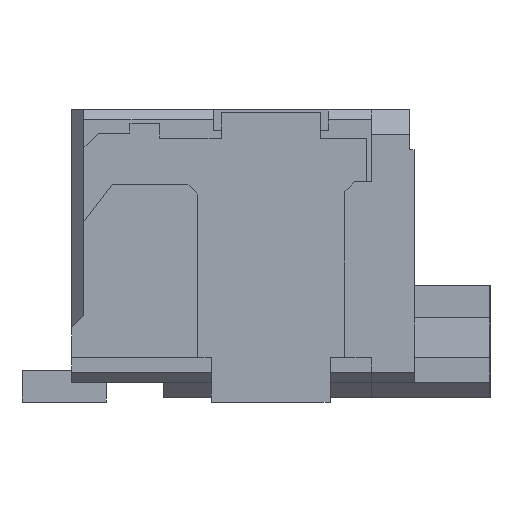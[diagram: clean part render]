
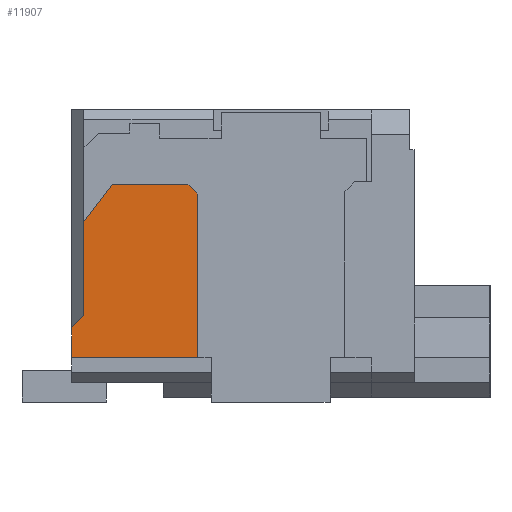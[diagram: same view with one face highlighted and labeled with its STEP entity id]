
A CAD part, left-side view. The second image highlights one B-rep face of the part: STEP entity #11907.
In plain terms, the highlighted planar face has unit normal (-1, 0, 0).
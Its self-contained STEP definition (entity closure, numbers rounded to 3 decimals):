
#32 = PLANE('',#33);
#33 = AXIS2_PLACEMENT_3D('',#34,#35,#36);
#34 = CARTESIAN_POINT('',(3.,3.275,2.75));
#35 = DIRECTION('',(0.,-1.,0.));
#36 = DIRECTION('',(-1.,0.,0.));
#225 = VERTEX_POINT('',#226);
#226 = CARTESIAN_POINT('',(-7.,3.275,1.25));
#240 = PLANE('',#241);
#241 = AXIS2_PLACEMENT_3D('',#242,#243,#244);
#242 = CARTESIAN_POINT('',(-6.215,3.15,1.375));
#243 = DIRECTION('',(0.,0.707,0.707));
#244 = DIRECTION('',(0.,-0.707,0.707)
  );
#252 = EDGE_CURVE('',#225,#253,#255,.T.);
#253 = VERTEX_POINT('',#254);
#254 = CARTESIAN_POINT('',(-7.,3.275,0.65));
#255 = SURFACE_CURVE('',#256,(#260,#267),.PCURVE_S1.);
#256 = LINE('',#257,#258);
#257 = CARTESIAN_POINT('',(-7.,3.275,1.25));
#258 = VECTOR('',#259,1.);
#259 = DIRECTION('',(0.,0.,-1.));
#260 = PCURVE('',#32,#261);
#261 = DEFINITIONAL_REPRESENTATION('',(#262),#266);
#262 = LINE('',#263,#264);
#263 = CARTESIAN_POINT('',(10.,1.5));
#264 = VECTOR('',#265,1.);
#265 = DIRECTION('',(0.,1.));
#266 = ( GEOMETRIC_REPRESENTATION_CONTEXT(2) 
PARAMETRIC_REPRESENTATION_CONTEXT() REPRESENTATION_CONTEXT('2D SPACE',''
  ) );
#267 = PCURVE('',#268,#273);
#268 = PLANE('',#269);
#269 = AXIS2_PLACEMENT_3D('',#270,#271,#272);
#270 = CARTESIAN_POINT('',(-7.,3.275,5.65));
#271 = DIRECTION('',(-1.,0.,0.));
#272 = DIRECTION('',(0.,0.,-1.));
#273 = DEFINITIONAL_REPRESENTATION('',(#274),#278);
#274 = LINE('',#275,#276);
#275 = CARTESIAN_POINT('',(4.4,0.));
#276 = VECTOR('',#277,1.);
#277 = DIRECTION('',(1.,0.));
#278 = ( GEOMETRIC_REPRESENTATION_CONTEXT(2) 
PARAMETRIC_REPRESENTATION_CONTEXT() REPRESENTATION_CONTEXT('2D SPACE',''
  ) );
#296 = PLANE('',#297);
#297 = AXIS2_PLACEMENT_3D('',#298,#299,#300);
#298 = CARTESIAN_POINT('',(-7.,3.275,0.65));
#299 = DIRECTION('',(0.,0.,-1.));
#300 = DIRECTION('',(0.,-1.,0.));
#2018 = PLANE('',#2019);
#2019 = AXIS2_PLACEMENT_3D('',#2020,#2021,#2022);
#2020 = CARTESIAN_POINT('',(-5.43,3.025,5.65));
#2021 = DIRECTION('',(0.,1.,0.));
#2022 = DIRECTION('',(-1.,0.,0.));
#10291 = PLANE('',#10292);
#10292 = AXIS2_PLACEMENT_3D('',#10293,#10294,#10295);
#10293 = CARTESIAN_POINT('',(-7.,0.725,0.65));
#10294 = DIRECTION('',(0.,-1.,0.));
#10295 = DIRECTION('',(0.,0.,1.));
#10319 = PLANE('',#10320);
#10320 = AXIS2_PLACEMENT_3D('',#10321,#10322,#10323);
#10321 = CARTESIAN_POINT('',(-7.,0.725,3.95));
#10322 = DIRECTION('',(0.,-0.707,
    0.707));
#10323 = DIRECTION('',(0.,0.707,0.707)
  );
#10347 = PLANE('',#10348);
#10348 = AXIS2_PLACEMENT_3D('',#10349,#10350,#10351);
#10349 = CARTESIAN_POINT('',(-7.,0.925,4.15));
#10350 = DIRECTION('',(0.,0.,1.));
#10351 = DIRECTION('',(0.,1.,0.));
#10375 = PLANE('',#10376);
#10376 = AXIS2_PLACEMENT_3D('',#10377,#10378,#10379);
#10377 = CARTESIAN_POINT('',(-7.,2.45,4.15));
#10378 = DIRECTION('',(0.,0.794,0.608)
  );
#10379 = DIRECTION('',(0.,0.608,-0.794
    ));
#11400 = VERTEX_POINT('',#11401);
#11401 = CARTESIAN_POINT('',(-7.,3.025,3.4));
#11422 = EDGE_CURVE('',#11400,#11423,#11425,.T.);
#11423 = VERTEX_POINT('',#11424);
#11424 = CARTESIAN_POINT('',(-7.,3.025,1.5));
#11425 = SURFACE_CURVE('',#11426,(#11430,#11437),.PCURVE_S1.);
#11426 = LINE('',#11427,#11428);
#11427 = CARTESIAN_POINT('',(-7.,3.025,3.4));
#11428 = VECTOR('',#11429,1.);
#11429 = DIRECTION('',(0.,0.,-1.));
#11430 = PCURVE('',#2018,#11431);
#11431 = DEFINITIONAL_REPRESENTATION('',(#11432),#11436);
#11432 = LINE('',#11433,#11434);
#11433 = CARTESIAN_POINT('',(1.57,-2.25));
#11434 = VECTOR('',#11435,1.);
#11435 = DIRECTION('',(0.,-1.));
#11436 = ( GEOMETRIC_REPRESENTATION_CONTEXT(2) 
PARAMETRIC_REPRESENTATION_CONTEXT() REPRESENTATION_CONTEXT('2D SPACE',''
  ) );
#11437 = PCURVE('',#268,#11438);
#11438 = DEFINITIONAL_REPRESENTATION('',(#11439),#11443);
#11439 = LINE('',#11440,#11441);
#11440 = CARTESIAN_POINT('',(2.25,0.25));
#11441 = VECTOR('',#11442,1.);
#11442 = DIRECTION('',(1.,0.));
#11443 = ( GEOMETRIC_REPRESENTATION_CONTEXT(2) 
PARAMETRIC_REPRESENTATION_CONTEXT() REPRESENTATION_CONTEXT('2D SPACE',''
  ) );
#11524 = VERTEX_POINT('',#11525);
#11525 = CARTESIAN_POINT('',(-7.,2.45,4.15));
#11546 = EDGE_CURVE('',#11524,#11400,#11547,.T.);
#11547 = SURFACE_CURVE('',#11548,(#11552,#11559),.PCURVE_S1.);
#11548 = LINE('',#11549,#11550);
#11549 = CARTESIAN_POINT('',(-7.,2.45,4.15));
#11550 = VECTOR('',#11551,1.);
#11551 = DIRECTION('',(0.,0.608,-0.794
    ));
#11552 = PCURVE('',#10375,#11553);
#11553 = DEFINITIONAL_REPRESENTATION('',(#11554),#11558);
#11554 = LINE('',#11555,#11556);
#11555 = CARTESIAN_POINT('',(0.,0.));
#11556 = VECTOR('',#11557,1.);
#11557 = DIRECTION('',(1.,0.));
#11558 = ( GEOMETRIC_REPRESENTATION_CONTEXT(2) 
PARAMETRIC_REPRESENTATION_CONTEXT() REPRESENTATION_CONTEXT('2D SPACE',''
  ) );
#11559 = PCURVE('',#268,#11560);
#11560 = DEFINITIONAL_REPRESENTATION('',(#11561),#11565);
#11561 = LINE('',#11562,#11563);
#11562 = CARTESIAN_POINT('',(1.5,0.825));
#11563 = VECTOR('',#11564,1.);
#11564 = DIRECTION('',(0.794,-0.608));
#11565 = ( GEOMETRIC_REPRESENTATION_CONTEXT(2) 
PARAMETRIC_REPRESENTATION_CONTEXT() REPRESENTATION_CONTEXT('2D SPACE',''
  ) );
#11600 = VERTEX_POINT('',#11601);
#11601 = CARTESIAN_POINT('',(-7.,0.925,4.15));
#11622 = EDGE_CURVE('',#11600,#11524,#11623,.T.);
#11623 = SURFACE_CURVE('',#11624,(#11628,#11635),.PCURVE_S1.);
#11624 = LINE('',#11625,#11626);
#11625 = CARTESIAN_POINT('',(-7.,0.925,4.15));
#11626 = VECTOR('',#11627,1.);
#11627 = DIRECTION('',(0.,1.,0.));
#11628 = PCURVE('',#10347,#11629);
#11629 = DEFINITIONAL_REPRESENTATION('',(#11630),#11634);
#11630 = LINE('',#11631,#11632);
#11631 = CARTESIAN_POINT('',(0.,0.));
#11632 = VECTOR('',#11633,1.);
#11633 = DIRECTION('',(1.,0.));
#11634 = ( GEOMETRIC_REPRESENTATION_CONTEXT(2) 
PARAMETRIC_REPRESENTATION_CONTEXT() REPRESENTATION_CONTEXT('2D SPACE',''
  ) );
#11635 = PCURVE('',#268,#11636);
#11636 = DEFINITIONAL_REPRESENTATION('',(#11637),#11641);
#11637 = LINE('',#11638,#11639);
#11638 = CARTESIAN_POINT('',(1.5,2.35));
#11639 = VECTOR('',#11640,1.);
#11640 = DIRECTION('',(0.,-1.));
#11641 = ( GEOMETRIC_REPRESENTATION_CONTEXT(2) 
PARAMETRIC_REPRESENTATION_CONTEXT() REPRESENTATION_CONTEXT('2D SPACE',''
  ) );
#11676 = VERTEX_POINT('',#11677);
#11677 = CARTESIAN_POINT('',(-7.,0.725,3.95));
#11698 = EDGE_CURVE('',#11676,#11600,#11699,.T.);
#11699 = SURFACE_CURVE('',#11700,(#11704,#11711),.PCURVE_S1.);
#11700 = LINE('',#11701,#11702);
#11701 = CARTESIAN_POINT('',(-7.,0.725,3.95));
#11702 = VECTOR('',#11703,1.);
#11703 = DIRECTION('',(0.,0.707,0.707)
  );
#11704 = PCURVE('',#10319,#11705);
#11705 = DEFINITIONAL_REPRESENTATION('',(#11706),#11710);
#11706 = LINE('',#11707,#11708);
#11707 = CARTESIAN_POINT('',(0.,0.));
#11708 = VECTOR('',#11709,1.);
#11709 = DIRECTION('',(1.,0.));
#11710 = ( GEOMETRIC_REPRESENTATION_CONTEXT(2) 
PARAMETRIC_REPRESENTATION_CONTEXT() REPRESENTATION_CONTEXT('2D SPACE',''
  ) );
#11711 = PCURVE('',#268,#11712);
#11712 = DEFINITIONAL_REPRESENTATION('',(#11713),#11717);
#11713 = LINE('',#11714,#11715);
#11714 = CARTESIAN_POINT('',(1.7,2.55));
#11715 = VECTOR('',#11716,1.);
#11716 = DIRECTION('',(-0.707,-0.707));
#11717 = ( GEOMETRIC_REPRESENTATION_CONTEXT(2) 
PARAMETRIC_REPRESENTATION_CONTEXT() REPRESENTATION_CONTEXT('2D SPACE',''
  ) );
#11752 = VERTEX_POINT('',#11753);
#11753 = CARTESIAN_POINT('',(-7.,0.725,0.65));
#11774 = EDGE_CURVE('',#11752,#11676,#11775,.T.);
#11775 = SURFACE_CURVE('',#11776,(#11780,#11787),.PCURVE_S1.);
#11776 = LINE('',#11777,#11778);
#11777 = CARTESIAN_POINT('',(-7.,0.725,0.65));
#11778 = VECTOR('',#11779,1.);
#11779 = DIRECTION('',(0.,0.,1.));
#11780 = PCURVE('',#10291,#11781);
#11781 = DEFINITIONAL_REPRESENTATION('',(#11782),#11786);
#11782 = LINE('',#11783,#11784);
#11783 = CARTESIAN_POINT('',(0.,0.));
#11784 = VECTOR('',#11785,1.);
#11785 = DIRECTION('',(1.,0.));
#11786 = ( GEOMETRIC_REPRESENTATION_CONTEXT(2) 
PARAMETRIC_REPRESENTATION_CONTEXT() REPRESENTATION_CONTEXT('2D SPACE',''
  ) );
#11787 = PCURVE('',#268,#11788);
#11788 = DEFINITIONAL_REPRESENTATION('',(#11789),#11793);
#11789 = LINE('',#11790,#11791);
#11790 = CARTESIAN_POINT('',(5.,2.55));
#11791 = VECTOR('',#11792,1.);
#11792 = DIRECTION('',(-1.,0.));
#11793 = ( GEOMETRIC_REPRESENTATION_CONTEXT(2) 
PARAMETRIC_REPRESENTATION_CONTEXT() REPRESENTATION_CONTEXT('2D SPACE',''
  ) );
#11826 = EDGE_CURVE('',#253,#11752,#11827,.T.);
#11827 = SURFACE_CURVE('',#11828,(#11832,#11839),.PCURVE_S1.);
#11828 = LINE('',#11829,#11830);
#11829 = CARTESIAN_POINT('',(-7.,3.275,0.65));
#11830 = VECTOR('',#11831,1.);
#11831 = DIRECTION('',(0.,-1.,0.));
#11832 = PCURVE('',#296,#11833);
#11833 = DEFINITIONAL_REPRESENTATION('',(#11834),#11838);
#11834 = LINE('',#11835,#11836);
#11835 = CARTESIAN_POINT('',(0.,0.));
#11836 = VECTOR('',#11837,1.);
#11837 = DIRECTION('',(1.,0.));
#11838 = ( GEOMETRIC_REPRESENTATION_CONTEXT(2) 
PARAMETRIC_REPRESENTATION_CONTEXT() REPRESENTATION_CONTEXT('2D SPACE',''
  ) );
#11839 = PCURVE('',#268,#11840);
#11840 = DEFINITIONAL_REPRESENTATION('',(#11841),#11845);
#11841 = LINE('',#11842,#11843);
#11842 = CARTESIAN_POINT('',(5.,0.));
#11843 = VECTOR('',#11844,1.);
#11844 = DIRECTION('',(0.,1.));
#11845 = ( GEOMETRIC_REPRESENTATION_CONTEXT(2) 
PARAMETRIC_REPRESENTATION_CONTEXT() REPRESENTATION_CONTEXT('2D SPACE',''
  ) );
#11907 = ADVANCED_FACE('',(#11908),#268,.T.);
#11908 = FACE_BOUND('',#11909,.F.);
#11909 = EDGE_LOOP('',(#11910,#11931,#11932,#11933,#11934,#11935,#11936,
    #11937));
#11910 = ORIENTED_EDGE('',*,*,#11911,.F.);
#11911 = EDGE_CURVE('',#11423,#225,#11912,.T.);
#11912 = SURFACE_CURVE('',#11913,(#11917,#11924),.PCURVE_S1.);
#11913 = LINE('',#11914,#11915);
#11914 = CARTESIAN_POINT('',(-7.,3.025,1.5));
#11915 = VECTOR('',#11916,1.);
#11916 = DIRECTION('',(0.,0.707,-0.707
    ));
#11917 = PCURVE('',#268,#11918);
#11918 = DEFINITIONAL_REPRESENTATION('',(#11919),#11923);
#11919 = LINE('',#11920,#11921);
#11920 = CARTESIAN_POINT('',(4.15,0.25));
#11921 = VECTOR('',#11922,1.);
#11922 = DIRECTION('',(0.707,-0.707));
#11923 = ( GEOMETRIC_REPRESENTATION_CONTEXT(2) 
PARAMETRIC_REPRESENTATION_CONTEXT() REPRESENTATION_CONTEXT('2D SPACE',''
  ) );
#11924 = PCURVE('',#240,#11925);
#11925 = DEFINITIONAL_REPRESENTATION('',(#11926),#11930);
#11926 = LINE('',#11927,#11928);
#11927 = CARTESIAN_POINT('',(0.177,-0.785));
#11928 = VECTOR('',#11929,1.);
#11929 = DIRECTION('',(-1.,-0.));
#11930 = ( GEOMETRIC_REPRESENTATION_CONTEXT(2) 
PARAMETRIC_REPRESENTATION_CONTEXT() REPRESENTATION_CONTEXT('2D SPACE',''
  ) );
#11931 = ORIENTED_EDGE('',*,*,#11422,.F.);
#11932 = ORIENTED_EDGE('',*,*,#11546,.F.);
#11933 = ORIENTED_EDGE('',*,*,#11622,.F.);
#11934 = ORIENTED_EDGE('',*,*,#11698,.F.);
#11935 = ORIENTED_EDGE('',*,*,#11774,.F.);
#11936 = ORIENTED_EDGE('',*,*,#11826,.F.);
#11937 = ORIENTED_EDGE('',*,*,#252,.F.);
